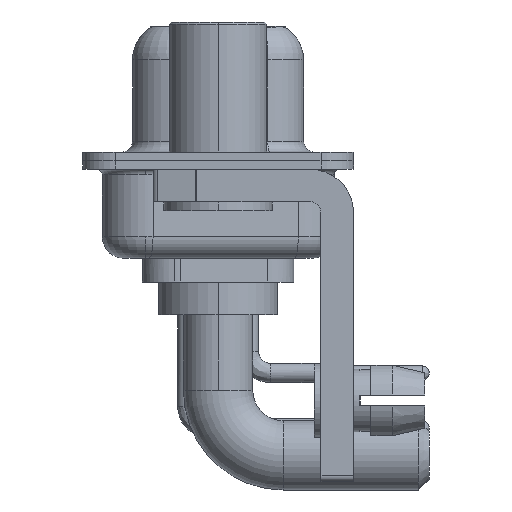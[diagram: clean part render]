
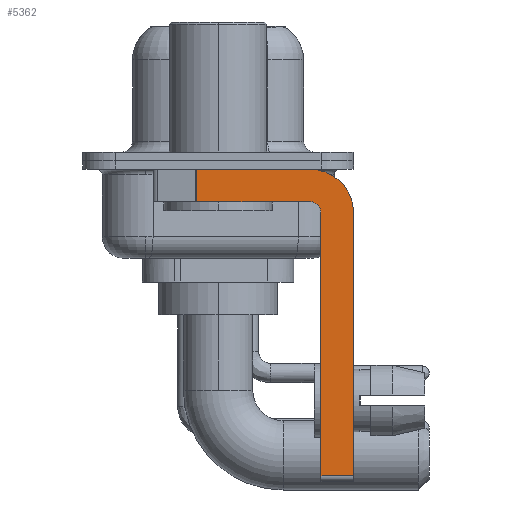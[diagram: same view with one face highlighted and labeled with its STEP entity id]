
A CAD part, left-side view. The second image highlights one B-rep face of the part: STEP entity #5362.
In plain terms, the highlighted planar face has unit normal (-1, 0, 0).
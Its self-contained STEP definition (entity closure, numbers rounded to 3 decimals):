
#337 = VERTEX_POINT ( 'NONE', #4425 ) ;
#499 = EDGE_CURVE ( 'NONE', #8129, #337, #20112, .T. ) ;
#543 = CARTESIAN_POINT ( 'NONE',  ( -2.9, -4.75, -14.8 ) ) ;
#983 = DIRECTION ( 'NONE',  ( 0., 0., 1. ) ) ;
#1722 = VERTEX_POINT ( 'NONE', #21378 ) ;
#2054 = EDGE_CURVE ( 'NONE', #11775, #5594, #21320, .T. ) ;
#2483 = EDGE_CURVE ( 'NONE', #8479, #8129, #14353, .T. ) ;
#2547 = VECTOR ( 'NONE', #17836, 1000. ) ;
#3472 = DIRECTION ( 'NONE',  ( 0., 0., 1. ) ) ;
#3519 = DIRECTION ( 'NONE',  ( 0., 1., 0. ) ) ;
#4161 = VECTOR ( 'NONE', #14327, 1000. ) ;
#4425 = CARTESIAN_POINT ( 'NONE',  ( -2.9, -6.25, -2.4 ) ) ;
#4550 = EDGE_LOOP ( 'NONE', ( #9733, #5975, #13098, #10851, #13035, #6582, #8320, #9567 ) ) ;
#5016 = EDGE_CURVE ( 'NONE', #17445, #13537, #15803, .T. ) ;
#5362 = ADVANCED_FACE ( 'NONE', ( #8561 ), #6718, .F. ) ;
#5400 = CARTESIAN_POINT ( 'NONE',  ( -2.9, 0.978, -1.9 ) ) ;
#5594 = VERTEX_POINT ( 'NONE', #5400 ) ;
#5975 = ORIENTED_EDGE ( 'NONE', *, *, #17304, .T. ) ;
#6496 = CARTESIAN_POINT ( 'NONE',  ( -2.9, -4.25, -1.9 ) ) ;
#6582 = ORIENTED_EDGE ( 'NONE', *, *, #8431, .T. ) ;
#6718 = PLANE ( 'NONE',  #17061 ) ;
#6929 = CARTESIAN_POINT ( 'NONE',  ( -2.9, -4.25, -1.9 ) ) ;
#6936 = CARTESIAN_POINT ( 'NONE',  ( -2.9, -4.25, -2.4 ) ) ;
#7859 = LINE ( 'NONE', #11320, #4161 ) ;
#8129 = VERTEX_POINT ( 'NONE', #14259 ) ;
#8320 = ORIENTED_EDGE ( 'NONE', *, *, #8678, .F. ) ;
#8430 = DIRECTION ( 'NONE',  ( 0., 0., -1. ) ) ;
#8431 = EDGE_CURVE ( 'NONE', #17445, #1722, #8528, .T. ) ;
#8479 = VERTEX_POINT ( 'NONE', #19026 ) ;
#8528 = LINE ( 'NONE', #15109, #14529 ) ;
#8561 = FACE_OUTER_BOUND ( 'NONE', #4550, .T. ) ;
#8576 = DIRECTION ( 'NONE',  ( -1., 0., 0. ) ) ;
#8632 = CARTESIAN_POINT ( 'NONE',  ( -2.9, -4.75, -2.4 ) ) ;
#8637 = DIRECTION ( 'NONE',  ( 0., -1., 0. ) ) ;
#8678 = EDGE_CURVE ( 'NONE', #337, #1722, #7859, .T. ) ;
#9567 = ORIENTED_EDGE ( 'NONE', *, *, #499, .F. ) ;
#9574 = CARTESIAN_POINT ( 'NONE',  ( -2.9, 0.978, -1.9 ) ) ;
#9733 = ORIENTED_EDGE ( 'NONE', *, *, #2483, .F. ) ;
#10091 = CARTESIAN_POINT ( 'NONE',  ( -2.9, -4.25, -2.4 ) ) ;
#10265 = DIRECTION ( 'NONE',  ( 1., 0., 0. ) ) ;
#10851 = ORIENTED_EDGE ( 'NONE', *, *, #12917, .F. ) ;
#11025 = CIRCLE ( 'NONE', #17942, 0.5 ) ;
#11320 = CARTESIAN_POINT ( 'NONE',  ( -2.9, -6.25, -2.4 ) ) ;
#11775 = VERTEX_POINT ( 'NONE', #6929 ) ;
#12917 = EDGE_CURVE ( 'NONE', #13537, #11775, #11025, .T. ) ;
#13035 = ORIENTED_EDGE ( 'NONE', *, *, #5016, .F. ) ;
#13089 = DIRECTION ( 'NONE',  ( 0., 0., -1. ) ) ;
#13098 = ORIENTED_EDGE ( 'NONE', *, *, #2054, .F. ) ;
#13230 = DIRECTION ( 'NONE',  ( 0., 0., -1. ) ) ;
#13537 = VERTEX_POINT ( 'NONE', #8632 ) ;
#14259 = CARTESIAN_POINT ( 'NONE',  ( -2.9, -4.25, -0.4 ) ) ;
#14327 = DIRECTION ( 'NONE',  ( 0., 0., -1. ) ) ;
#14353 = LINE ( 'NONE', #21191, #2547 ) ;
#14529 = VECTOR ( 'NONE', #8637, 1000. ) ;
#15109 = CARTESIAN_POINT ( 'NONE',  ( -2.9, -4.25, -14.55 ) ) ;
#15803 = LINE ( 'NONE', #543, #18144 ) ;
#16150 = LINE ( 'NONE', #9574, #20625 ) ;
#16631 = CARTESIAN_POINT ( 'NONE',  ( -2.9, -4.25, -2.4 ) ) ;
#17061 = AXIS2_PLACEMENT_3D ( 'NONE', #6936, #20134, #13089 ) ;
#17115 = CARTESIAN_POINT ( 'NONE',  ( -2.9, -4.75, -14.55 ) ) ;
#17304 = EDGE_CURVE ( 'NONE', #8479, #5594, #16150, .T. ) ;
#17445 = VERTEX_POINT ( 'NONE', #17115 ) ;
#17836 = DIRECTION ( 'NONE',  ( 0., -1., 0. ) ) ;
#17942 = AXIS2_PLACEMENT_3D ( 'NONE', #10091, #8576, #3472 ) ;
#18030 = AXIS2_PLACEMENT_3D ( 'NONE', #16631, #10265, #8430 ) ;
#18144 = VECTOR ( 'NONE', #983, 1000. ) ;
#19026 = CARTESIAN_POINT ( 'NONE',  ( -2.9, 0.978, -0.4 ) ) ;
#19122 = VECTOR ( 'NONE', #3519, 1000. ) ;
#20112 = CIRCLE ( 'NONE', #18030, 2. ) ;
#20134 = DIRECTION ( 'NONE',  ( 1., 0., 0. ) ) ;
#20625 = VECTOR ( 'NONE', #13230, 1000. ) ;
#21191 = CARTESIAN_POINT ( 'NONE',  ( -2.9, 3., -0.4 ) ) ;
#21320 = LINE ( 'NONE', #6496, #19122 ) ;
#21378 = CARTESIAN_POINT ( 'NONE',  ( -2.9, -6.25, -14.55 ) ) ;
